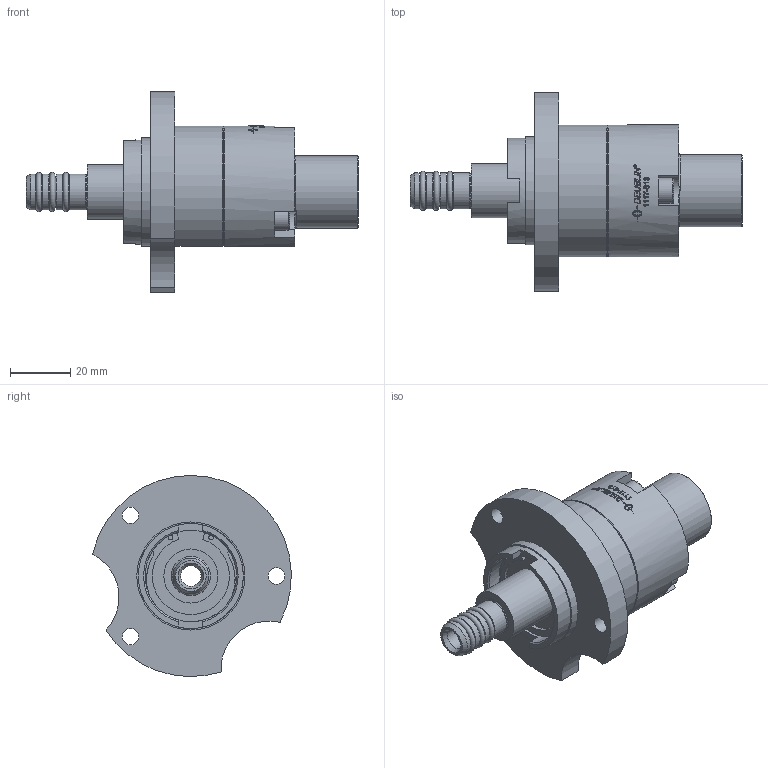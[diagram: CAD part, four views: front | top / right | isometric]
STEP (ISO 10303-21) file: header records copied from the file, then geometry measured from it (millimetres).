
FILE_DESCRIPTION(/* description */ (''),/* implementation_level */ '2;1');
FILE_NAME(/* name */ '1117-813-IC.stp',/* time_stamp */ '2020-05-14T14:21:02-05:00',/* author */ ('moorera'),/* organization */ (''),/* preprocessor_version */ 'ST-DEVELOPER v18.1',/* originating_system */ 'Autodesk Inventor 2020',/* authorisation */ '');
FILE_SCHEMA (('AUTOMOTIVE_DESIGN { 1 0 10303 214 3 1 1 }'));
Products named in the file (1): 1117-813-IC
Bounding box: 110.6 x 66.19 x 66.99 mm (x, y, z)
Volume: 95699.9 mm3; surface area: 23653.2 mm2
Topology: 4 solids, 4 shells, 380 faces, 1027 edges, 694 vertices
Faces by surface type: plane 147, bspline 136, cylinder 69, torus 15, cone 13
Full cylindrical faces by diameter (mm): 1.5 x2, 5.5 x3, 6.8 x1, 8.5 x3, 9.5 x3, 11.445 x1, 11.984 x4, 12.376 x1, 18 x1, 24 x1, 30.5 x1, 35 x1, 35.991 x1
Entity records: 41189 total; most frequent: CARTESIAN_POINT 31869, ORIENTED_EDGE 2048, DIRECTION 1649, EDGE_CURVE 1024, VERTEX_POINT 694, AXIS2_PLACEMENT_3D 627, EDGE_LOOP 436, LINE 395
